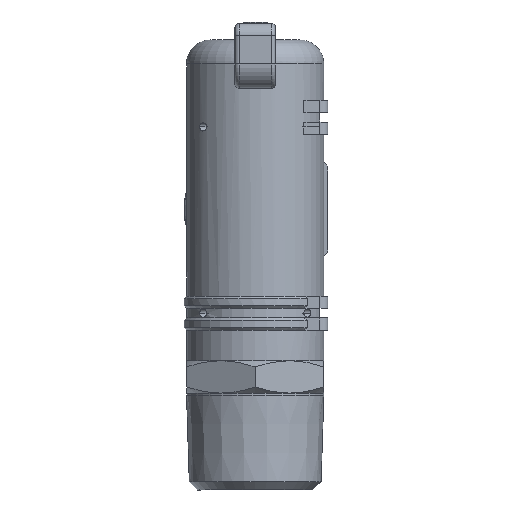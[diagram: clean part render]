
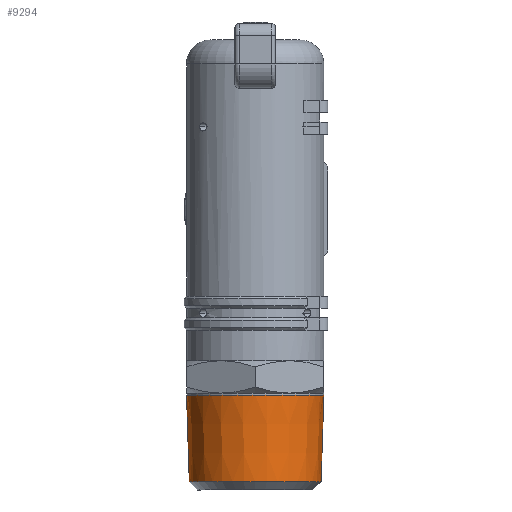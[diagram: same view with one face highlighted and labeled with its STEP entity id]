
A CAD part, front view. The second image highlights one B-rep face of the part: STEP entity #9294.
In plain terms, the highlighted conical face has half-angle 1.79 degrees and reference radius 8.32 mm.
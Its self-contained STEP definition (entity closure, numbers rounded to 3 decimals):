
#1469=CARTESIAN_POINT('',(-0.1,-14.375,-17.217));
#1470=VERTEX_POINT('',#1469);
#1479=CARTESIAN_POINT('',(8.4,-5.875,-17.217));
#1480=VERTEX_POINT('',#1479);
#1481=CARTESIAN_POINT('',(-0.1,-5.875,-17.217));
#1482=DIRECTION('',(0.0,0.0,1.0));
#1483=DIRECTION('',(0.0,-1.0,0.0));
#1484=AXIS2_PLACEMENT_3D('',#1481,#1482,#1483);
#1485=CIRCLE('',#1484,8.5);
#1486=EDGE_CURVE('',#1470,#1480,#1485,.T.);
#1547=CARTESIAN_POINT('',(8.064,-5.875,-27.975));
#1548=VERTEX_POINT('',#1547);
#1549=CARTESIAN_POINT('',(8.064,-5.875,-27.975));
#1550=DIRECTION('',(0.031,0.,1.));
#1551=VECTOR('',#1550,10.764);
#1552=LINE('',#1549,#1551);
#1553=EDGE_CURVE('',#1548,#1480,#1552,.T.);
#1555=CARTESIAN_POINT('',(-8.264,-5.875,-27.975));
#1556=VERTEX_POINT('',#1555);
#1564=CARTESIAN_POINT('',(-8.6,-5.875,-17.217));
#1565=VERTEX_POINT('',#1564);
#1566=CARTESIAN_POINT('',(-8.264,-5.875,-27.975));
#1567=DIRECTION('',(-0.031,0.,1.));
#1568=VECTOR('',#1567,10.764);
#1569=LINE('',#1566,#1568);
#1570=EDGE_CURVE('',#1556,#1565,#1569,.T.);
#1611=CARTESIAN_POINT('',(-0.1,-5.875,-27.975));
#1612=DIRECTION('',(0.0,0.0,-1.0));
#1613=DIRECTION('',(-1.0,0.0,0.0));
#1614=AXIS2_PLACEMENT_3D('',#1611,#1612,#1613);
#1615=CIRCLE('',#1614,8.164);
#1616=EDGE_CURVE('',#1548,#1556,#1615,.T.);
#9276=CARTESIAN_POINT('',(-0.1,-5.875,-22.975));
#9277=DIRECTION('',(0.0,0.0,1.0));
#9278=DIRECTION('',(1.0,0.0,0.0));
#9279=AXIS2_PLACEMENT_3D('',#9276,#9277,#9278);
#9280=CONICAL_SURFACE('',#9279,8.32,1.79);
#9281=ORIENTED_EDGE('',*,*,#1553,.T.);
#9282=ORIENTED_EDGE('',*,*,#1486,.F.);
#9283=CARTESIAN_POINT('',(-0.1,-5.875,-17.217));
#9284=DIRECTION('',(0.0,0.0,1.0));
#9285=DIRECTION('',(0.0,-1.0,0.0));
#9286=AXIS2_PLACEMENT_3D('',#9283,#9284,#9285);
#9287=CIRCLE('',#9286,8.5);
#9288=EDGE_CURVE('',#1565,#1470,#9287,.T.);
#9289=ORIENTED_EDGE('',*,*,#9288,.F.);
#9290=ORIENTED_EDGE('',*,*,#1570,.F.);
#9291=ORIENTED_EDGE('',*,*,#1616,.F.);
#9292=EDGE_LOOP('',(#9281,#9282,#9289,#9290,#9291));
#9293=FACE_OUTER_BOUND('',#9292,.T.);
#9294=ADVANCED_FACE('',(#9293),#9280,.T.);
